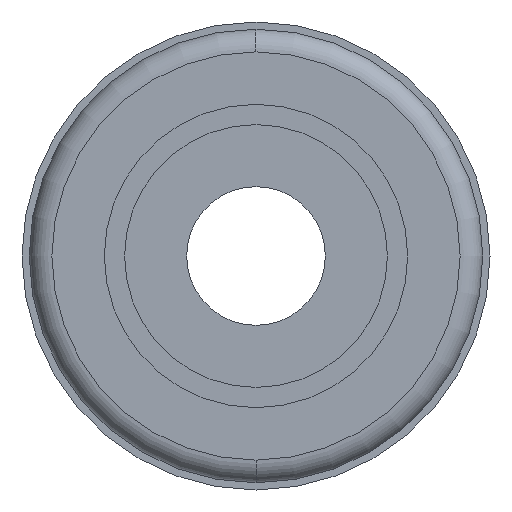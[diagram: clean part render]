
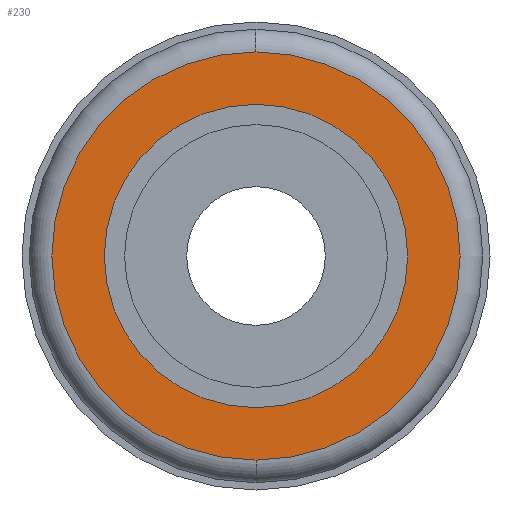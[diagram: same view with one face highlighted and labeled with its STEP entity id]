
A CAD part, front view. The second image highlights one B-rep face of the part: STEP entity #230.
In plain terms, the highlighted planar face has unit normal (0, -1, 0).
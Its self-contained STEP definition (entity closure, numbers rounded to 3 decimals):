
#230=ADVANCED_FACE('',(#470,#471),#472,.T.);
#470=FACE_BOUND('',#703,.T.);
#471=FACE_OUTER_BOUND('',#704,.T.);
#472=PLANE('',#705);
#703=EDGE_LOOP('',(#1266,#1267));
#704=EDGE_LOOP('',(#1268,#1269,#1270));
#705=AXIS2_PLACEMENT_3D('',#1271,#1272,#1273);
#1266=ORIENTED_EDGE('',*,*,#1307,.T.);
#1267=ORIENTED_EDGE('',*,*,#1477,.T.);
#1268=ORIENTED_EDGE('',*,*,#1313,.F.);
#1269=ORIENTED_EDGE('',*,*,#1312,.F.);
#1270=ORIENTED_EDGE('',*,*,#1345,.F.);
#1271=CARTESIAN_POINT('',(3.533,0.0,0.0));
#1272=DIRECTION('',(-0.0,-1.0,-0.0));
#1273=DIRECTION('',(-1.0,0.0,0.0));
#1307=EDGE_CURVE('',#1540,#1538,#1541,.T.);
#1312=EDGE_CURVE('',#1546,#1549,#1550,.T.);
#1313=EDGE_CURVE('',#1549,#1551,#1552,.T.);
#1345=EDGE_CURVE('',#1551,#1546,#1602,.T.);
#1477=EDGE_CURVE('',#1538,#1540,#1785,.T.);
#1538=VERTEX_POINT('',#1894);
#1540=VERTEX_POINT('',#1897);
#1541=CIRCLE('',#1898,5.25);
#1546=VERTEX_POINT('',#1904);
#1549=VERTEX_POINT('',#1907);
#1550=CIRCLE('',#1908,7.065);
#1551=VERTEX_POINT('',#1909);
#1552=CIRCLE('',#1910,7.065);
#1602=CIRCLE('',#2010,7.065);
#1785=CIRCLE('',#2375,5.25);
#1894=CARTESIAN_POINT('',(5.25,0.0,0.));
#1897=CARTESIAN_POINT('',(-5.25,0.0,0.));
#1898=AXIS2_PLACEMENT_3D('',#2458,#2459,#2460);
#1904=CARTESIAN_POINT('',(0.,0.0,7.065));
#1907=CARTESIAN_POINT('',(7.065,0.0,0.0));
#1908=AXIS2_PLACEMENT_3D('',#2468,#2469,#2470);
#1909=CARTESIAN_POINT('',(0.,0.0,-7.065));
#1910=AXIS2_PLACEMENT_3D('',#2471,#2472,#2473);
#2010=AXIS2_PLACEMENT_3D('',#2522,#2523,#2524);
#2375=AXIS2_PLACEMENT_3D('',#2697,#2698,#2699);
#2458=CARTESIAN_POINT('',(0.0,0.0,0.0));
#2459=DIRECTION('',(-0.0,1.0,0.0));
#2460=DIRECTION('',(1.0,0.0,0.0));
#2468=CARTESIAN_POINT('',(0.0,0.0,0.0));
#2469=DIRECTION('',(-0.0,1.0,0.0));
#2470=DIRECTION('',(1.0,0.0,0.0));
#2471=CARTESIAN_POINT('',(0.0,0.0,0.0));
#2472=DIRECTION('',(-0.0,1.0,0.0));
#2473=DIRECTION('',(1.0,0.0,0.0));
#2522=CARTESIAN_POINT('',(0.0,0.0,0.0));
#2523=DIRECTION('',(-0.0,1.0,0.0));
#2524=DIRECTION('',(1.0,0.0,0.0));
#2697=CARTESIAN_POINT('',(0.0,0.0,0.0));
#2698=DIRECTION('',(-0.0,1.0,0.0));
#2699=DIRECTION('',(1.0,0.0,0.0));
